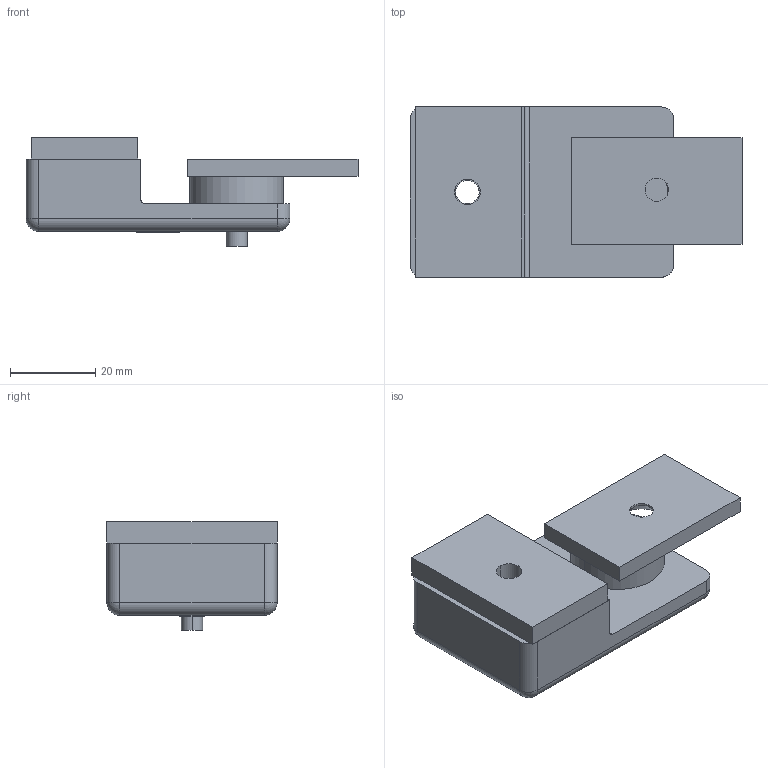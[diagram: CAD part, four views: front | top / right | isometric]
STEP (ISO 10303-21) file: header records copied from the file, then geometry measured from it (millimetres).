
FILE_DESCRIPTION((''),'2;1');
FILE_NAME('12126_MAGNET_4045_ASM','2022-09-19T08:13:08',('PredragRovcanin'),('Audax d.o.o.'),'CREO PARAMETRIC BY PTC INC, 2020281','CREO PARAMETRIC BY PTC INC, 2020281','');
FILE_SCHEMA(('AP242_MANAGED_MODEL_BASED_3D_ENGINEERING_MIM_LF { 1 0 10303 442 1 1 4 }'));
Length unit declared in the file: millimetre
Products named in the file (5): 12126_MAGNET_4045_A; 12126_MAGNET_4045_B; 12126_MAGNET_4045_C; 12126_MAGNET_4045_D; 12126_MAGNET_4045_ASM
Assembly tree (4 placements, depth 2):
  12126_MAGNET_4045_ASM
    12126_MAGNET_4045_A
    12126_MAGNET_4045_B
    12126_MAGNET_4045_C
    12126_MAGNET_4045_D
Bounding box: 78 x 40 x 25.5 mm (x, y, z)
Volume: 32997.9 mm3; surface area: 16037.8 mm2
Topology: 4 solids, 5 shells, 103 faces, 260 edges, 184 vertices
Faces by surface type: plane 48, cylinder 45, sphere 4, extrusion 4, cone 2
Entity records: 5304 total; most frequent: CARTESIAN_POINT 652, DIRECTION 606, ORIENTED_EDGE 494, COLOUR_RGB 323, PRESENTATION_STYLE_ASSIGNMENT 286, STYLED_ITEM 286, CURVE_STYLE 262, EDGE_CURVE 249
